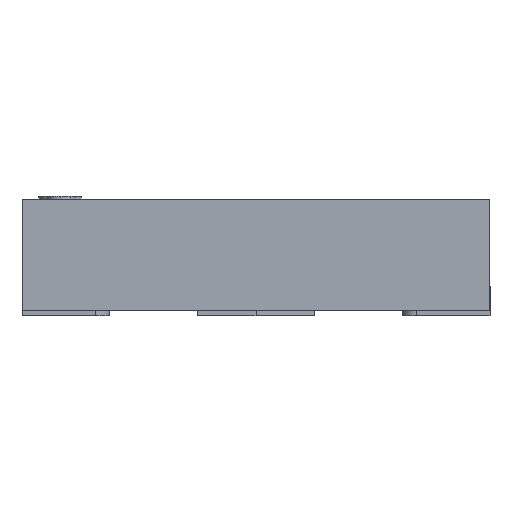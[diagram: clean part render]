
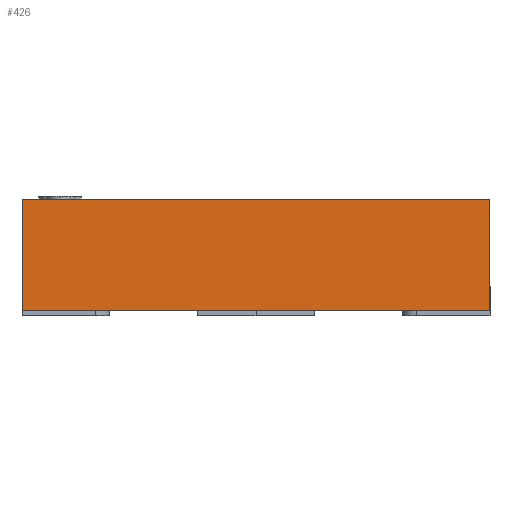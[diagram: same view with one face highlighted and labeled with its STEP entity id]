
A CAD part, left-side view. The second image highlights one B-rep face of the part: STEP entity #426.
In plain terms, the highlighted planar face has unit normal (-1, 0, 0).
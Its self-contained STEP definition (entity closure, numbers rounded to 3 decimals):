
#345 = VECTOR ( 'NONE', #11350, 1000. ) ;
#426 = ADVANCED_FACE ( 'NONE', ( #2821 ), #970, .F. ) ;
#618 = CARTESIAN_POINT ( 'NONE',  ( -0.8, 0.8, 0. ) ) ;
#970 = PLANE ( 'NONE',  #8805 ) ;
#1064 = LINE ( 'NONE', #6960, #345 ) ;
#1282 = EDGE_CURVE ( 'NONE', #1489, #3508, #3944, .T. ) ;
#1489 = VERTEX_POINT ( 'NONE', #618 ) ;
#1526 = CARTESIAN_POINT ( 'NONE',  ( -0.8, -0.8, 0.38 ) ) ;
#2821 = FACE_OUTER_BOUND ( 'NONE', #3823, .T. ) ;
#3508 = VERTEX_POINT ( 'NONE', #5241 ) ;
#3823 = EDGE_LOOP ( 'NONE', ( #9690, #11098, #8725, #4724 ) ) ;
#3867 = CARTESIAN_POINT ( 'NONE',  ( -0.8, 0.8, 0.38 ) ) ;
#3944 = LINE ( 'NONE', #4676, #8633 ) ;
#4048 = EDGE_CURVE ( 'NONE', #7402, #3508, #7888, .T. ) ;
#4246 = VECTOR ( 'NONE', #6862, 1000. ) ;
#4302 = DIRECTION ( 'NONE',  ( 0., 0., -1. ) ) ;
#4386 = CARTESIAN_POINT ( 'NONE',  ( -0.8, -0.8, 0.38 ) ) ;
#4676 = CARTESIAN_POINT ( 'NONE',  ( -0.8, -0.8, 0. ) ) ;
#4724 = ORIENTED_EDGE ( 'NONE', *, *, #7429, .T. ) ;
#5241 = CARTESIAN_POINT ( 'NONE',  ( -0.8, -0.8, 0. ) ) ;
#6234 = VERTEX_POINT ( 'NONE', #3867 ) ;
#6862 = DIRECTION ( 'NONE',  ( 0., -1., 0. ) ) ;
#6960 = CARTESIAN_POINT ( 'NONE',  ( -0.8, 0.8, 0.38 ) ) ;
#7402 = VERTEX_POINT ( 'NONE', #9565 ) ;
#7429 = EDGE_CURVE ( 'NONE', #6234, #1489, #1064, .T. ) ;
#7888 = LINE ( 'NONE', #1526, #10262 ) ;
#8633 = VECTOR ( 'NONE', #10941, 1000. ) ;
#8725 = ORIENTED_EDGE ( 'NONE', *, *, #8799, .F. ) ;
#8799 = EDGE_CURVE ( 'NONE', #6234, #7402, #10346, .T. ) ;
#8805 = AXIS2_PLACEMENT_3D ( 'NONE', #4386, #9819, #9702 ) ;
#9565 = CARTESIAN_POINT ( 'NONE',  ( -0.8, -0.8, 0.38 ) ) ;
#9690 = ORIENTED_EDGE ( 'NONE', *, *, #1282, .T. ) ;
#9702 = DIRECTION ( 'NONE',  ( 0., 0., -1. ) ) ;
#9819 = DIRECTION ( 'NONE',  ( 1., 0., 0. ) ) ;
#10262 = VECTOR ( 'NONE', #4302, 1000. ) ;
#10346 = LINE ( 'NONE', #10450, #4246 ) ;
#10450 = CARTESIAN_POINT ( 'NONE',  ( -0.8, -0.8, 0.38 ) ) ;
#10941 = DIRECTION ( 'NONE',  ( 0., -1., 0. ) ) ;
#11098 = ORIENTED_EDGE ( 'NONE', *, *, #4048, .F. ) ;
#11350 = DIRECTION ( 'NONE',  ( 0., 0., -1. ) ) ;
